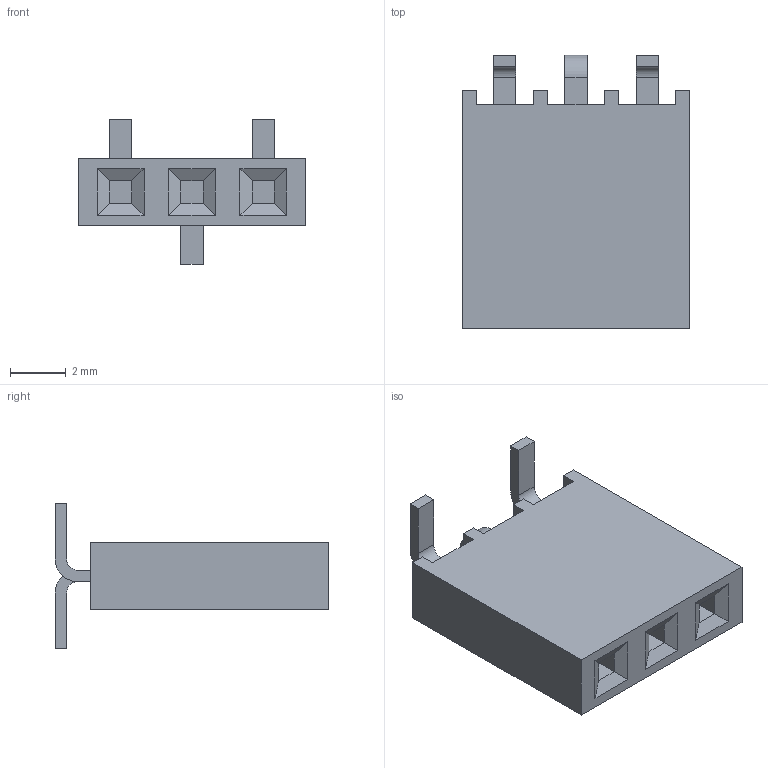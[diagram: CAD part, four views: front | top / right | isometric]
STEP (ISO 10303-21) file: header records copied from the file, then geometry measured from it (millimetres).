
FILE_DESCRIPTION(('FreeCAD Model'),'2;1');
FILE_NAME('Samtec-SSW-103-22-F-S-VS 01.stp','2016-01-27T22:40:56',('FreeCAD'),('FreeCAD'), 'Open CASCADE STEP processor 6.8','FreeCAD','Unknown');
FILE_SCHEMA(('AUTOMOTIVE_DESIGN_CC2 { 1 2 10303 214 -1 1 5 4 }'));
Length unit declared in the file: millimetre
Products named in the file (1): Open CASCADE STEP translator 6.8 125
Bounding box: 8.13 x 9.78 x 5.16 mm (x, y, z)
Volume: 148.5 mm3; surface area: 320.6 mm2
Topology: 1 solids, 1 shells, 96 faces, 240 edges, 152 vertices
Faces by surface type: plane 90, bspline 6
Entity records: 5812 total; most frequent: CARTESIAN_POINT 2367, B_SPLINE_CURVE_WITH_KNOTS 696, ORIENTED_EDGE 480, PCURVE 480, DEFINITIONAL_REPRESENTATION 480, EDGE_CURVE 240, SURFACE_CURVE 240, DIRECTION 182
